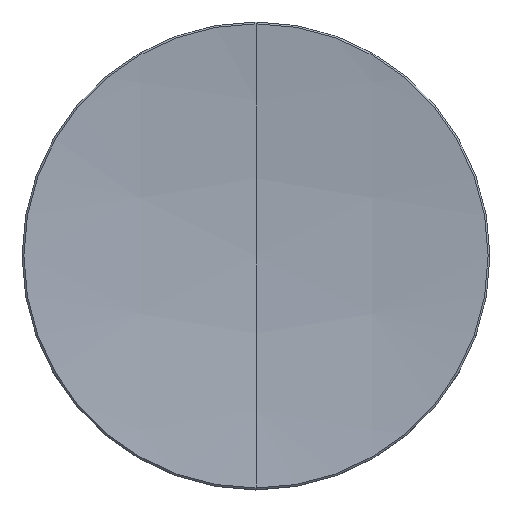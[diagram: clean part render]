
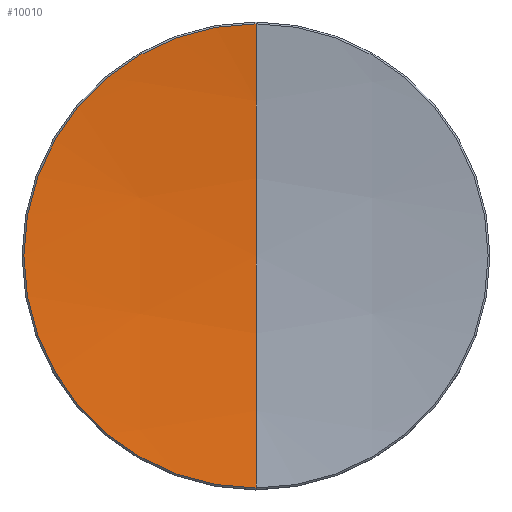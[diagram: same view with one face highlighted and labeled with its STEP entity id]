
A CAD part, top view. The second image highlights one B-rep face of the part: STEP entity #10010.
In plain terms, the highlighted spherical face has radius 200 mm.
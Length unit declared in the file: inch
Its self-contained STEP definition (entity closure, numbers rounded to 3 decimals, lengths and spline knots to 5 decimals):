
#6497 = CARTESIAN_POINT ( 'NONE',  ( 0., 0.99219, 0.23993 ) ) ;
#6811 = DIRECTION ( 'NONE',  ( 0., 1., 0. ) ) ;
#6812 = DIRECTION ( 'NONE',  ( 1., 0., 0. ) ) ;
#6813 = CARTESIAN_POINT ( 'NONE',  ( 0., 0., 8.05118 ) ) ;
#6814 = AXIS2_PLACEMENT_3D ( 'NONE', #6813, #6812, #6811 ) ;
#6815 = CIRCLE ( 'NONE', #6814, 7.87402 ) ;
#6817 = CARTESIAN_POINT ( 'NONE',  ( 0., -0.99219, 0.23993 ) ) ;
#6820 = CARTESIAN_POINT ( 'NONE',  ( -0.99219, 0., 0.23993 ) ) ;
#6861 = DIRECTION ( 'NONE',  ( 1., 0., 0. ) ) ;
#6862 = DIRECTION ( 'NONE',  ( 0., 0., 1. ) ) ;
#6863 = CARTESIAN_POINT ( 'NONE',  ( 0., 0., 0.23993 ) ) ;
#6864 = AXIS2_PLACEMENT_3D ( 'NONE', #6863, #6862, #6861 ) ;
#6865 = CIRCLE ( 'NONE', #6864, 0.99219 ) ;
#6866 = DIRECTION ( 'NONE',  ( 0., 0., 1. ) ) ;
#6867 = DIRECTION ( 'NONE',  ( -1., 0., 0. ) ) ;
#6868 = CARTESIAN_POINT ( 'NONE',  ( 0., 0., 8.05118 ) ) ;
#6869 = AXIS2_PLACEMENT_3D ( 'NONE', #6868, #6867, #6866 ) ;
#6870 = CIRCLE ( 'NONE', #6869, 7.87402 ) ;
#7004 = DIRECTION ( 'NONE',  ( 0., 1., 0. ) ) ;
#7005 = DIRECTION ( 'NONE',  ( 1., 0., 0. ) ) ;
#7006 = CARTESIAN_POINT ( 'NONE',  ( 0., 0., 8.05118 ) ) ;
#7007 = AXIS2_PLACEMENT_3D ( 'NONE', #7006, #7005, #7004 ) ;
#7008 = SPHERICAL_SURFACE ( 'NONE', #7007, 7.87402 ) ;
#7034 = FACE_OUTER_BOUND ( 'NONE', #10003, .T. ) ;
#7036 = CARTESIAN_POINT ( 'NONE',  ( 0., 0., 0.17717 ) ) ;
#7120 = DIRECTION ( 'NONE',  ( 1., 0., 0. ) ) ;
#7121 = DIRECTION ( 'NONE',  ( 0., 0., 1. ) ) ;
#7122 = CARTESIAN_POINT ( 'NONE',  ( 0., 0., 0.23993 ) ) ;
#7131 = AXIS2_PLACEMENT_3D ( 'NONE', #7122, #7121, #7120 ) ;
#7147 = CIRCLE ( 'NONE', #7131, 0.99219 ) ;
#9807 = VERTEX_POINT ( 'NONE', #6497 ) ;
#9847 = ORIENTED_EDGE ( 'NONE', *, *, #9942, .T. ) ;
#9848 = ORIENTED_EDGE ( 'NONE', *, *, #10023, .T. ) ;
#9936 = EDGE_CURVE ( 'NONE', #9807, #10008, #6870, .T. ) ;
#9942 = EDGE_CURVE ( 'NONE', #9807, #9962, #6865, .T. ) ;
#9955 = ORIENTED_EDGE ( 'NONE', *, *, #9936, .F. ) ;
#9962 = VERTEX_POINT ( 'NONE', #6820 ) ;
#9964 = ORIENTED_EDGE ( 'NONE', *, *, #9978, .T. ) ;
#9972 = VERTEX_POINT ( 'NONE', #6817 ) ;
#9978 = EDGE_CURVE ( 'NONE', #9972, #10008, #6815, .T. ) ;
#10003 = EDGE_LOOP ( 'NONE', ( #9847, #9848, #9964, #9955 ) ) ;
#10008 = VERTEX_POINT ( 'NONE', #7036 ) ;
#10010 = ADVANCED_FACE ( 'NONE', ( #7034 ), #7008, .F. ) ;
#10023 = EDGE_CURVE ( 'NONE', #9962, #9972, #7147, .T. ) ;
